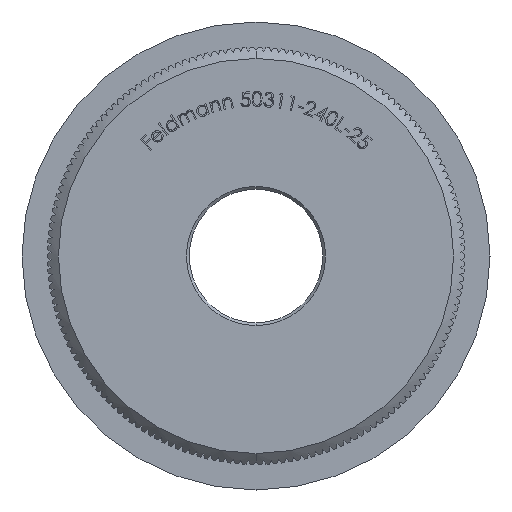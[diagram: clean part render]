
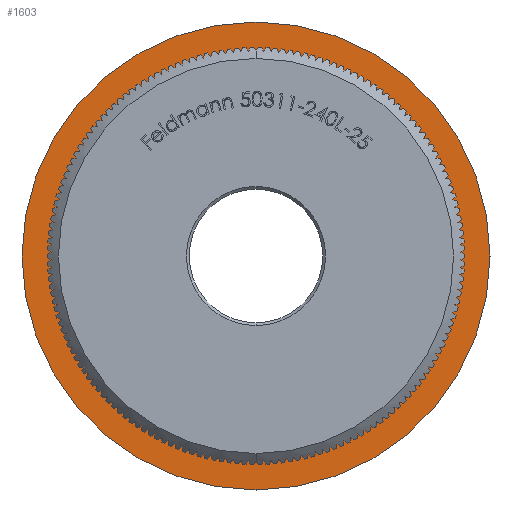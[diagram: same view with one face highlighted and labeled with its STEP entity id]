
A CAD part, front view. The second image highlights one B-rep face of the part: STEP entity #1603.
In plain terms, the highlighted planar face has unit normal (0, -1, 0).
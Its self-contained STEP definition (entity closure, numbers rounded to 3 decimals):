
#476 = DIRECTION ( 'NONE',  ( 0., -1., 0. ) ) ;
#1603 = ADVANCED_FACE ( 'NONE', ( #10175, #3530 ), #26704, .T. ) ;
#1828 = DIRECTION ( 'NONE',  ( 0., 0., -1. ) ) ;
#3530 = FACE_BOUND ( 'NONE', #5344, .T. ) ;
#3701 = CARTESIAN_POINT ( 'NONE',  ( 0., 8., -21.2 ) ) ;
#4600 = DIRECTION ( 'NONE',  ( 0., 0., -1. ) ) ;
#5320 = DIRECTION ( 'NONE',  ( 0., 0., -1. ) ) ;
#5344 = EDGE_LOOP ( 'NONE', ( #16277, #26838 ) ) ;
#6539 = VERTEX_POINT ( 'NONE', #3701 ) ;
#7008 = AXIS2_PLACEMENT_3D ( 'NONE', #21883, #19611, #1828 ) ;
#7882 = EDGE_CURVE ( 'NONE', #28454, #28567, #14241, .T. ) ;
#9259 = EDGE_CURVE ( 'NONE', #6539, #11292, #18724, .T. ) ;
#10175 = FACE_OUTER_BOUND ( 'NONE', #13953, .T. ) ;
#10563 = CARTESIAN_POINT ( 'NONE',  ( 0., 8., 0. ) ) ;
#10633 = AXIS2_PLACEMENT_3D ( 'NONE', #27450, #12683, #12585 ) ;
#10726 = CIRCLE ( 'NONE', #10633, 21.2 ) ;
#11292 = VERTEX_POINT ( 'NONE', #17777 ) ;
#12110 = CARTESIAN_POINT ( 'NONE',  ( 0., 8., 0. ) ) ;
#12585 = DIRECTION ( 'NONE',  ( 0., 0., -1. ) ) ;
#12683 = DIRECTION ( 'NONE',  ( 0., -1., 0. ) ) ;
#12806 = CARTESIAN_POINT ( 'NONE',  ( 0., 8., 18.2 ) ) ;
#13488 = AXIS2_PLACEMENT_3D ( 'NONE', #10563, #17645, #5320 ) ;
#13953 = EDGE_LOOP ( 'NONE', ( #14240, #21061 ) ) ;
#14240 = ORIENTED_EDGE ( 'NONE', *, *, #9259, .T. ) ;
#14241 = CIRCLE ( 'NONE', #21516, 18.2 ) ;
#15099 = DIRECTION ( 'NONE',  ( 0., 0., -1. ) ) ;
#16277 = ORIENTED_EDGE ( 'NONE', *, *, #7882, .F. ) ;
#17645 = DIRECTION ( 'NONE',  ( 0., -1., 0. ) ) ;
#17777 = CARTESIAN_POINT ( 'NONE',  ( 0., 8., 21.2 ) ) ;
#17921 = CARTESIAN_POINT ( 'NONE',  ( 0., 8., 0. ) ) ;
#18220 = AXIS2_PLACEMENT_3D ( 'NONE', #12110, #29568, #4600 ) ;
#18724 = CIRCLE ( 'NONE', #18220, 21.2 ) ;
#19611 = DIRECTION ( 'NONE',  ( 0., -1., 0. ) ) ;
#21061 = ORIENTED_EDGE ( 'NONE', *, *, #27400, .T. ) ;
#21516 = AXIS2_PLACEMENT_3D ( 'NONE', #17921, #476, #15099 ) ;
#21773 = CIRCLE ( 'NONE', #13488, 18.2 ) ;
#21883 = CARTESIAN_POINT ( 'NONE',  ( 18.2, 8., 0. ) ) ;
#22530 = CARTESIAN_POINT ( 'NONE',  ( 0., 8., -18.2 ) ) ;
#24065 = EDGE_CURVE ( 'NONE', #28567, #28454, #21773, .T. ) ;
#26704 = PLANE ( 'NONE',  #7008 ) ;
#26838 = ORIENTED_EDGE ( 'NONE', *, *, #24065, .F. ) ;
#27400 = EDGE_CURVE ( 'NONE', #11292, #6539, #10726, .T. ) ;
#27450 = CARTESIAN_POINT ( 'NONE',  ( 0., 8., 0. ) ) ;
#28454 = VERTEX_POINT ( 'NONE', #22530 ) ;
#28567 = VERTEX_POINT ( 'NONE', #12806 ) ;
#29568 = DIRECTION ( 'NONE',  ( 0., -1., 0. ) ) ;
